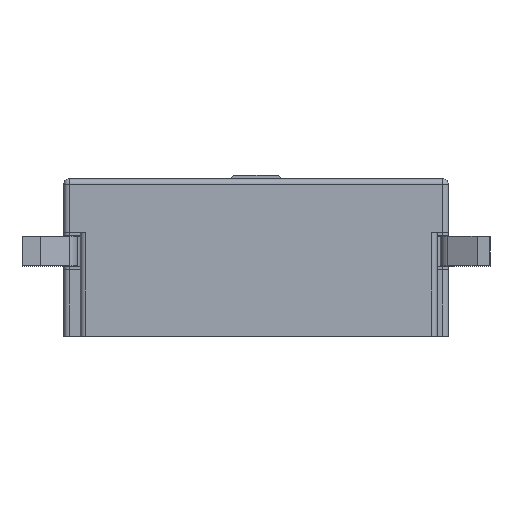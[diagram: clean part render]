
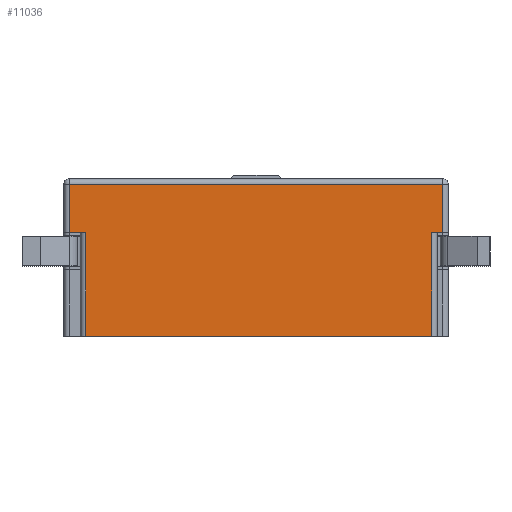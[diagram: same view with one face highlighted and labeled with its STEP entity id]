
A CAD part, top view. The second image highlights one B-rep face of the part: STEP entity #11036.
In plain terms, the highlighted planar face has unit normal (0, 0, 1).
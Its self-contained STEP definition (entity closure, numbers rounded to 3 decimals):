
#128 = ORIENTED_EDGE ( 'NONE', *, *, #3649, .T. ) ;
#250 = FACE_OUTER_BOUND ( 'NONE', #1851, .T. ) ;
#631 = VERTEX_POINT ( 'NONE', #20724 ) ;
#1425 = CARTESIAN_POINT ( 'NONE',  ( -2.35, 0.7, 2.6 ) ) ;
#1561 = DIRECTION ( 'NONE',  ( 0., -1., 0. ) ) ;
#1640 = DIRECTION ( 'NONE',  ( 0., -1., 0. ) ) ;
#1851 = EDGE_LOOP ( 'NONE', ( #12806, #128, #4345, #6793, #21181, #9312, #2819, #14775 ) ) ;
#2460 = VECTOR ( 'NONE', #11595, 1000. ) ;
#2601 = DIRECTION ( 'NONE',  ( -1., 0., 0. ) ) ;
#2819 = ORIENTED_EDGE ( 'NONE', *, *, #9891, .T. ) ;
#3506 = CARTESIAN_POINT ( 'NONE',  ( -1.45, 1., 2.6 ) ) ;
#3649 = EDGE_CURVE ( 'NONE', #19402, #631, #10129, .T. ) ;
#3986 = EDGE_CURVE ( 'NONE', #20430, #10427, #4893, .T. ) ;
#4183 = CARTESIAN_POINT ( 'NONE',  ( -6.154, -1.91, 2.6 ) ) ;
#4345 = ORIENTED_EDGE ( 'NONE', *, *, #9171, .T. ) ;
#4804 = VERTEX_POINT ( 'NONE', #15452 ) ;
#4867 = VECTOR ( 'NONE', #1561, 1000. ) ;
#4893 = LINE ( 'NONE', #21203, #15202 ) ;
#4970 = CARTESIAN_POINT ( 'NONE',  ( -1.45, -7.52, 2.6 ) ) ;
#5274 = VECTOR ( 'NONE', #16423, 1000. ) ;
#5556 = EDGE_CURVE ( 'NONE', #4804, #11156, #7049, .T. ) ;
#5606 = EDGE_CURVE ( 'NONE', #6185, #21446, #10400, .T. ) ;
#6185 = VERTEX_POINT ( 'NONE', #19287 ) ;
#6793 = ORIENTED_EDGE ( 'NONE', *, *, #5606, .F. ) ;
#6843 = DIRECTION ( 'NONE',  ( 0., -1., 0. ) ) ;
#6891 = DIRECTION ( 'NONE',  ( 0., 0., -1. ) ) ;
#7049 = LINE ( 'NONE', #13550, #18362 ) ;
#7689 = CARTESIAN_POINT ( 'NONE',  ( 18.15, 0.7, 2.6 ) ) ;
#8247 = EDGE_CURVE ( 'NONE', #11156, #19402, #12429, .T. ) ;
#9171 = EDGE_CURVE ( 'NONE', #631, #21446, #19854, .T. ) ;
#9214 = LINE ( 'NONE', #12465, #13558 ) ;
#9312 = ORIENTED_EDGE ( 'NONE', *, *, #3986, .F. ) ;
#9891 = EDGE_CURVE ( 'NONE', #20430, #4804, #10012, .T. ) ;
#10012 = LINE ( 'NONE', #1425, #5274 ) ;
#10030 = DIRECTION ( 'NONE',  ( -1., 0., 0. ) ) ;
#10129 = LINE ( 'NONE', #16548, #4867 ) ;
#10284 = CARTESIAN_POINT ( 'NONE',  ( -1.15, -1.91, 2.6 ) ) ;
#10345 = VECTOR ( 'NONE', #15910, 1000. ) ;
#10400 = LINE ( 'NONE', #17025, #19068 ) ;
#10427 = VERTEX_POINT ( 'NONE', #12128 ) ;
#11036 = ADVANCED_FACE ( 'NONE', ( #250 ), #13179, .F. ) ;
#11156 = VERTEX_POINT ( 'NONE', #16872 ) ;
#11595 = DIRECTION ( 'NONE',  ( 1., 0., 0. ) ) ;
#12128 = CARTESIAN_POINT ( 'NONE',  ( 18.15, -1.91, 2.6 ) ) ;
#12429 = LINE ( 'NONE', #4183, #10345 ) ;
#12465 = CARTESIAN_POINT ( 'NONE',  ( 22.254, -1.91, 2.6 ) ) ;
#12806 = ORIENTED_EDGE ( 'NONE', *, *, #8247, .T. ) ;
#13179 = PLANE ( 'NONE',  #13987 ) ;
#13550 = CARTESIAN_POINT ( 'NONE',  ( -2.05, -1.91, 2.6 ) ) ;
#13558 = VECTOR ( 'NONE', #2601, 1000. ) ;
#13987 = AXIS2_PLACEMENT_3D ( 'NONE', #3506, #6891, #10030 ) ;
#14775 = ORIENTED_EDGE ( 'NONE', *, *, #5556, .T. ) ;
#15202 = VECTOR ( 'NONE', #1640, 1000. ) ;
#15452 = CARTESIAN_POINT ( 'NONE',  ( -2.05, 0.7, 2.6 ) ) ;
#15910 = DIRECTION ( 'NONE',  ( 1., 0., 0. ) ) ;
#16423 = DIRECTION ( 'NONE',  ( -1., 0., 0. ) ) ;
#16548 = CARTESIAN_POINT ( 'NONE',  ( -1.15, 1., 2.6 ) ) ;
#16872 = CARTESIAN_POINT ( 'NONE',  ( -2.05, -1.91, 2.6 ) ) ;
#17025 = CARTESIAN_POINT ( 'NONE',  ( 17.55, 1., 2.6 ) ) ;
#17071 = CARTESIAN_POINT ( 'NONE',  ( 17.55, -7.52, 2.6 ) ) ;
#18362 = VECTOR ( 'NONE', #6843, 1000. ) ;
#18562 = DIRECTION ( 'NONE',  ( 0., -1., 0. ) ) ;
#19068 = VECTOR ( 'NONE', #18562, 1000. ) ;
#19287 = CARTESIAN_POINT ( 'NONE',  ( 17.55, -1.91, 2.6 ) ) ;
#19402 = VERTEX_POINT ( 'NONE', #10284 ) ;
#19854 = LINE ( 'NONE', #4970, #2460 ) ;
#20341 = EDGE_CURVE ( 'NONE', #10427, #6185, #9214, .T. ) ;
#20430 = VERTEX_POINT ( 'NONE', #7689 ) ;
#20724 = CARTESIAN_POINT ( 'NONE',  ( -1.15, -7.52, 2.6 ) ) ;
#21181 = ORIENTED_EDGE ( 'NONE', *, *, #20341, .F. ) ;
#21203 = CARTESIAN_POINT ( 'NONE',  ( 18.15, -1.91, 2.6 ) ) ;
#21446 = VERTEX_POINT ( 'NONE', #17071 ) ;
